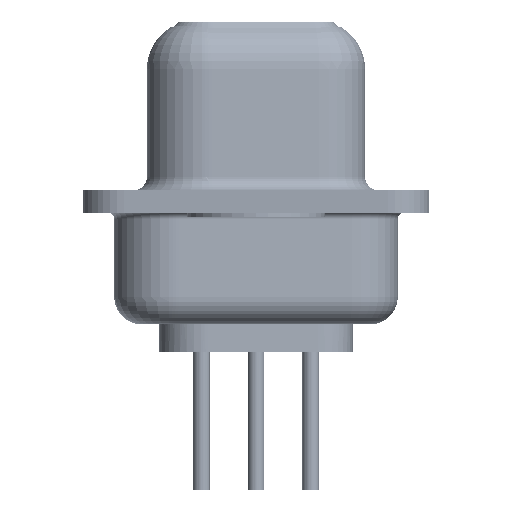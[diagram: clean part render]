
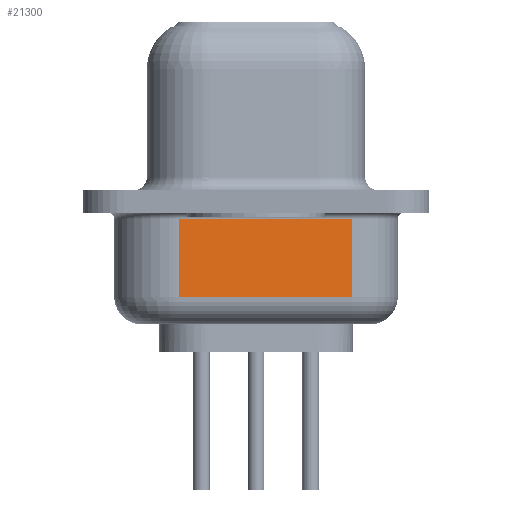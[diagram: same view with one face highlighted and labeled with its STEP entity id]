
A CAD part, left-side view. The second image highlights one B-rep face of the part: STEP entity #21300.
In plain terms, the highlighted planar face has unit normal (-0.985, -0.174, 0).
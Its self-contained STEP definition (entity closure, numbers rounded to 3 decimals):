
#732 = DIRECTION ( 'NONE',  ( -0.174, 0.985, 0. ) ) ;
#1124 = ORIENTED_EDGE ( 'NONE', *, *, #35567, .F. ) ;
#5596 = LINE ( 'NONE', #20345, #30918 ) ;
#7404 = LINE ( 'NONE', #12848, #32696 ) ;
#8045 = VERTEX_POINT ( 'NONE', #13079 ) ;
#8622 = VECTOR ( 'NONE', #13353, 1000. ) ;
#8664 = ORIENTED_EDGE ( 'NONE', *, *, #11727, .T. ) ;
#8986 = EDGE_LOOP ( 'NONE', ( #1124, #19715, #8664, #27309 ) ) ;
#9116 = VERTEX_POINT ( 'NONE', #29334 ) ;
#9459 = CARTESIAN_POINT ( 'NONE',  ( 2.91, 2.788, -4.45 ) ) ;
#10976 = LINE ( 'NONE', #27771, #12593 ) ;
#11727 = EDGE_CURVE ( 'NONE', #8045, #21896, #16635, .T. ) ;
#12593 = VECTOR ( 'NONE', #22820, 1000. ) ;
#12848 = CARTESIAN_POINT ( 'NONE',  ( 2.91, 2.788, -0.65 ) ) ;
#13079 = CARTESIAN_POINT ( 'NONE',  ( 4.016, -3.482, -3.45 ) ) ;
#13353 = DIRECTION ( 'NONE',  ( 0., 0., 1. ) ) ;
#14330 = DIRECTION ( 'NONE',  ( 0., 0., 1. ) ) ;
#14975 = CARTESIAN_POINT ( 'NONE',  ( 4.016, -3.482, -0.65 ) ) ;
#15047 = EDGE_CURVE ( 'NONE', #21896, #9116, #7404, .T. ) ;
#16635 = LINE ( 'NONE', #33937, #8622 ) ;
#19715 = ORIENTED_EDGE ( 'NONE', *, *, #30697, .T. ) ;
#20345 = CARTESIAN_POINT ( 'NONE',  ( 2.91, 2.788, -4.45 ) ) ;
#20792 = AXIS2_PLACEMENT_3D ( 'NONE', #9459, #21114, #732 ) ;
#21114 = DIRECTION ( 'NONE',  ( 0.985, 0.174, 0. ) ) ;
#21300 = ADVANCED_FACE ( 'NONE', ( #33156 ), #36073, .F. ) ;
#21896 = VERTEX_POINT ( 'NONE', #14975 ) ;
#22820 = DIRECTION ( 'NONE',  ( 0.174, -0.985, 0. ) ) ;
#23202 = CARTESIAN_POINT ( 'NONE',  ( 2.91, 2.788, -3.45 ) ) ;
#27309 = ORIENTED_EDGE ( 'NONE', *, *, #15047, .T. ) ;
#27771 = CARTESIAN_POINT ( 'NONE',  ( 2.91, 2.788, -3.45 ) ) ;
#29334 = CARTESIAN_POINT ( 'NONE',  ( 2.91, 2.788, -0.65 ) ) ;
#29602 = VERTEX_POINT ( 'NONE', #23202 ) ;
#30528 = DIRECTION ( 'NONE',  ( -0.174, 0.985, 0. ) ) ;
#30697 = EDGE_CURVE ( 'NONE', #29602, #8045, #10976, .T. ) ;
#30918 = VECTOR ( 'NONE', #14330, 1000. ) ;
#32696 = VECTOR ( 'NONE', #30528, 1000. ) ;
#33156 = FACE_OUTER_BOUND ( 'NONE', #8986, .T. ) ;
#33937 = CARTESIAN_POINT ( 'NONE',  ( 4.016, -3.482, -4.45 ) ) ;
#35567 = EDGE_CURVE ( 'NONE', #29602, #9116, #5596, .T. ) ;
#36073 = PLANE ( 'NONE',  #20792 ) ;
